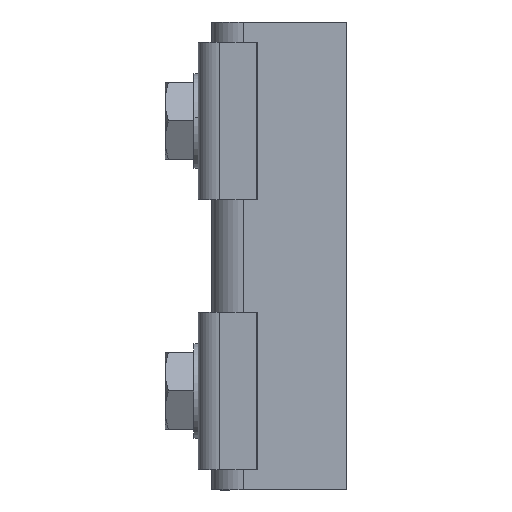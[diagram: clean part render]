
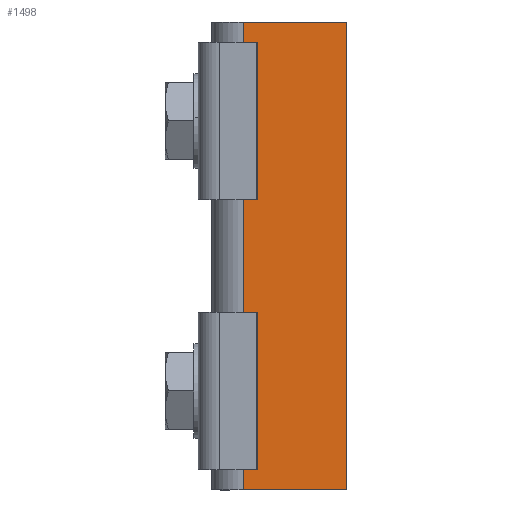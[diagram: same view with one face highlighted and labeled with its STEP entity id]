
A CAD part, left-side view. The second image highlights one B-rep face of the part: STEP entity #1498.
In plain terms, the highlighted planar face has unit normal (-1, 0, 0).
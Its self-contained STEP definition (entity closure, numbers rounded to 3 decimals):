
#30 = ORIENTED_EDGE ( 'NONE', *, *, #2995, .T. ) ;
#45 = CARTESIAN_POINT ( 'NONE',  ( -17., 0., 52. ) ) ;
#54 = CARTESIAN_POINT ( 'NONE',  ( -17., -26., -52. ) ) ;
#344 = LINE ( 'NONE', #1177, #1226 ) ;
#383 = DIRECTION ( 'NONE',  ( 0., -1., 0. ) ) ;
#412 = CARTESIAN_POINT ( 'NONE',  ( -17., -3., 52. ) ) ;
#519 = EDGE_CURVE ( 'NONE', #2121, #2540, #1327, .T. ) ;
#819 = DIRECTION ( 'NONE',  ( 0., 1., 0. ) ) ;
#847 = EDGE_CURVE ( 'NONE', #2208, #1732, #344, .T. ) ;
#934 = CARTESIAN_POINT ( 'NONE',  ( -17., -3., -52. ) ) ;
#962 = FACE_OUTER_BOUND ( 'NONE', #1608, .T. ) ;
#1027 = ORIENTED_EDGE ( 'NONE', *, *, #1460, .F. ) ;
#1177 = CARTESIAN_POINT ( 'NONE',  ( -17., 0., -52. ) ) ;
#1196 = DIRECTION ( 'NONE',  ( 0., 1., 0. ) ) ;
#1212 = DIRECTION ( 'NONE',  ( 0., 0., 1. ) ) ;
#1226 = VECTOR ( 'NONE', #383, 1000. ) ;
#1327 = LINE ( 'NONE', #45, #2774 ) ;
#1370 = CARTESIAN_POINT ( 'NONE',  ( -17., -26., 0. ) ) ;
#1426 = CARTESIAN_POINT ( 'NONE',  ( -17., 0., 0. ) ) ;
#1460 = EDGE_CURVE ( 'NONE', #2208, #2540, #2479, .T. ) ;
#1498 = ADVANCED_FACE ( 'NONE', ( #962 ), #1989, .F. ) ;
#1608 = EDGE_LOOP ( 'NONE', ( #1027, #3117, #30, #2159 ) ) ;
#1713 = AXIS2_PLACEMENT_3D ( 'NONE', #1426, #2196, #1196 ) ;
#1732 = VERTEX_POINT ( 'NONE', #54 ) ;
#1854 = LINE ( 'NONE', #1370, #2740 ) ;
#1989 = PLANE ( 'NONE',  #1713 ) ;
#2120 = DIRECTION ( 'NONE',  ( 0., 0., 1. ) ) ;
#2121 = VERTEX_POINT ( 'NONE', #2870 ) ;
#2159 = ORIENTED_EDGE ( 'NONE', *, *, #519, .T. ) ;
#2196 = DIRECTION ( 'NONE',  ( 1., 0., 0. ) ) ;
#2208 = VERTEX_POINT ( 'NONE', #934 ) ;
#2462 = VECTOR ( 'NONE', #1212, 1000. ) ;
#2479 = LINE ( 'NONE', #412, #2462 ) ;
#2540 = VERTEX_POINT ( 'NONE', #3151 ) ;
#2740 = VECTOR ( 'NONE', #2120, 1000. ) ;
#2774 = VECTOR ( 'NONE', #819, 1000. ) ;
#2870 = CARTESIAN_POINT ( 'NONE',  ( -17., -26., 52. ) ) ;
#2995 = EDGE_CURVE ( 'NONE', #1732, #2121, #1854, .T. ) ;
#3117 = ORIENTED_EDGE ( 'NONE', *, *, #847, .T. ) ;
#3151 = CARTESIAN_POINT ( 'NONE',  ( -17., -3., 52. ) ) ;
